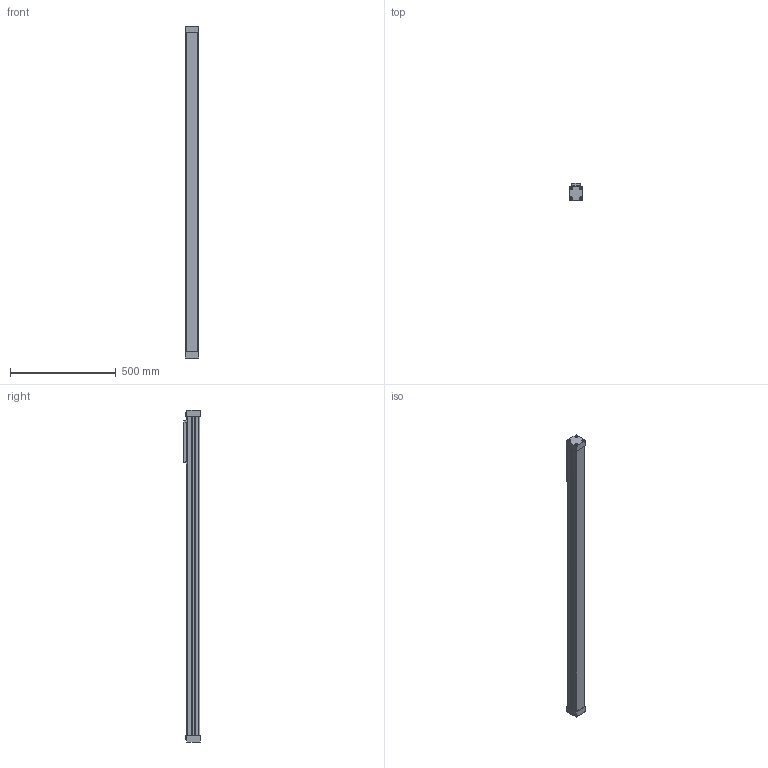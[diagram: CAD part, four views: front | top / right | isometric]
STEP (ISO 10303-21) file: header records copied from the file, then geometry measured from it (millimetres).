
FILE_DESCRIPTION(/* description */ (''),/* implementation_level */ '2;1');
FILE_NAME(/* name */ '1605_40_1270_01_M.stp',/* time_stamp */ '2016-11-07T09:35:21+01:00',/* author */ ('Maniean1'),/* organization */ ('Pneumax S.p.A.'),/* preprocessor_version */ 'ST-DEVELOPER v15.2',/* originating_system */ 'Autodesk Inventor 2014',/* authorisation */ '');
FILE_SCHEMA (('AUTOMOTIVE_DESIGN { 1 0 10303 214 3 1 1 }'));
Length unit declared in the file: millimetre
Products named in the file (3): C_1605_40_1270_01; CARRELLO Ø40; 1605_40_1270_01_M
Bounding box: 65 x 80 x 1570 mm (x, y, z)
Volume: 5684614.3 mm3; surface area: 437182.6 mm2
Topology: 2 solids, 2 shells, 238 faces, 532 edges, 344 vertices
Faces by surface type: plane 200, cylinder 38
Full cylindrical faces by diameter (mm): 4.134 x8, 4.917 x8, 5.3 x2, 11.445 x2, 13 x8, 13.5 x8, 18.5 x2
Entity records: 6558 total; most frequent: CARTESIAN_POINT 1065, DIRECTION 1048, ORIENTED_EDGE 972, EDGE_CURVE 486, LINE 410, VECTOR 410, VERTEX_POINT 336, EDGE_LOOP 322
